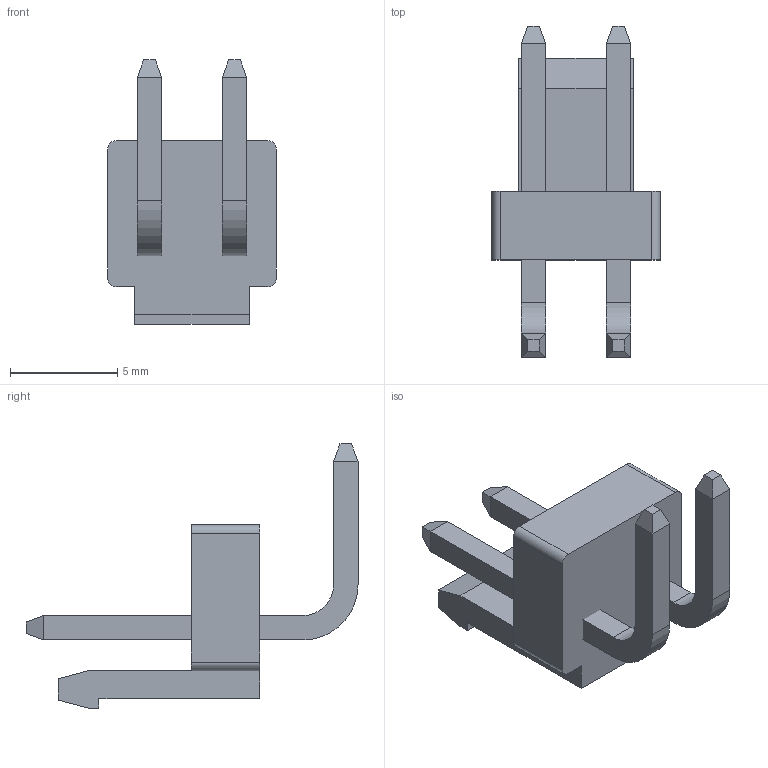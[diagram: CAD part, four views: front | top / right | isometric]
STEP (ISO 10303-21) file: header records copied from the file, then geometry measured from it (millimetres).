
FILE_DESCRIPTION(/* description */ (''),/* implementation_level */ '2;1');
FILE_NAME(/* name */ 'B2PS-VH.step',/* time_stamp */ '2023-10-29T21:38:45+01:00',/* author */ (''),/* organization */ (''),/* preprocessor_version */ 'ST-DEVELOPER v20',/* originating_system */ 'Autodesk Translation Framework v12.14.0.127',/* authorisation */ '');
FILE_SCHEMA (('AUTOMOTIVE_DESIGN { 1 0 10303 214 3 1 1 }'));
Length unit declared in the file: millimetre
Products named in the file (1): B2PS-VH
Bounding box: 7.86 x 15.47 x 12.32 mm (x, y, z)
Volume: 294.3 mm3; surface area: 508.6 mm2
Topology: 3 solids, 3 shells, 56 faces, 132 edges, 82 vertices
Faces by surface type: plane 48, cylinder 8
Entity records: 1613 total; most frequent: CARTESIAN_POINT 271, ORIENTED_EDGE 264, DIRECTION 262, EDGE_CURVE 132, LINE 116, VECTOR 116, VERTEX_POINT 82, AXIS2_PLACEMENT_3D 73
